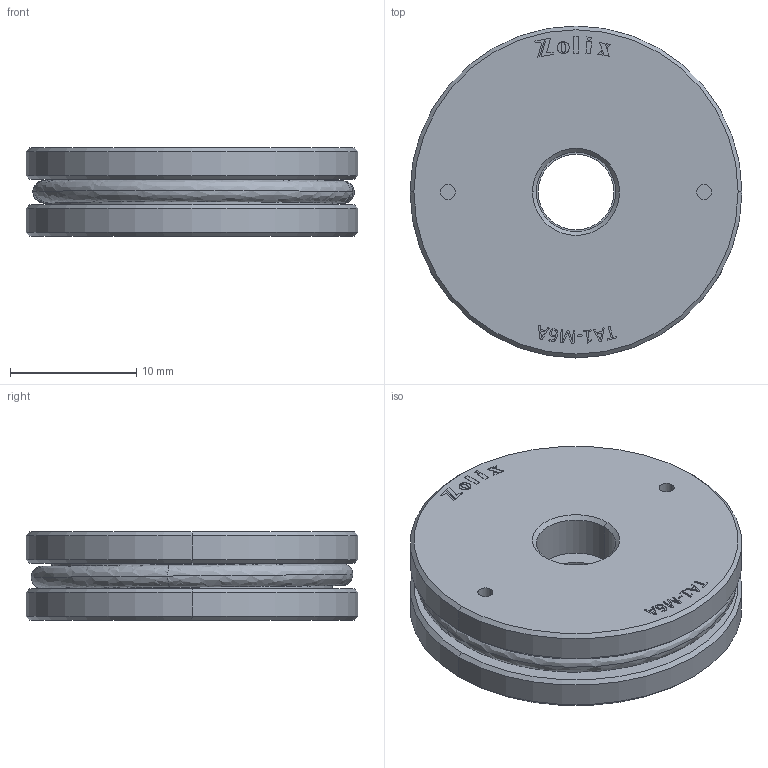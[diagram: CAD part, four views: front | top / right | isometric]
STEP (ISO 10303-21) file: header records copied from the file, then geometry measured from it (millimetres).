
FILE_DESCRIPTION (( 'STEP AP203' ), '1' );
FILE_NAME ('TA1-M6A.STEP', '2025-10-17T03:05:39', ( '' ), ( '' ), 'SwSTEP 2.0', 'SolidWorks 2020', '' );
FILE_SCHEMA (( 'CONFIG_CONTROL_DESIGN' ));
Length unit declared in the file: millimetre
Products named in the file (1): TA1-M6A
Bounding box: 26.29 x 26.29 x 7 mm (x, y, z)
Volume: 3400.8 mm3; surface area: 2513.2 mm2
Topology: 2 solids, 2 shells, 312 faces, 830 edges, 548 vertices
Faces by surface type: plane 214, bspline 66, cylinder 20, cone 12
Entity records: 11181 total; most frequent: CARTESIAN_POINT 4441, ORIENTED_EDGE 1660, DIRECTION 896, EDGE_CURVE 830, VERTEX_POINT 548, B_SPLINE_CURVE_WITH_KNOTS 488, EDGE_LOOP 342, FACE_OUTER_BOUND 312
